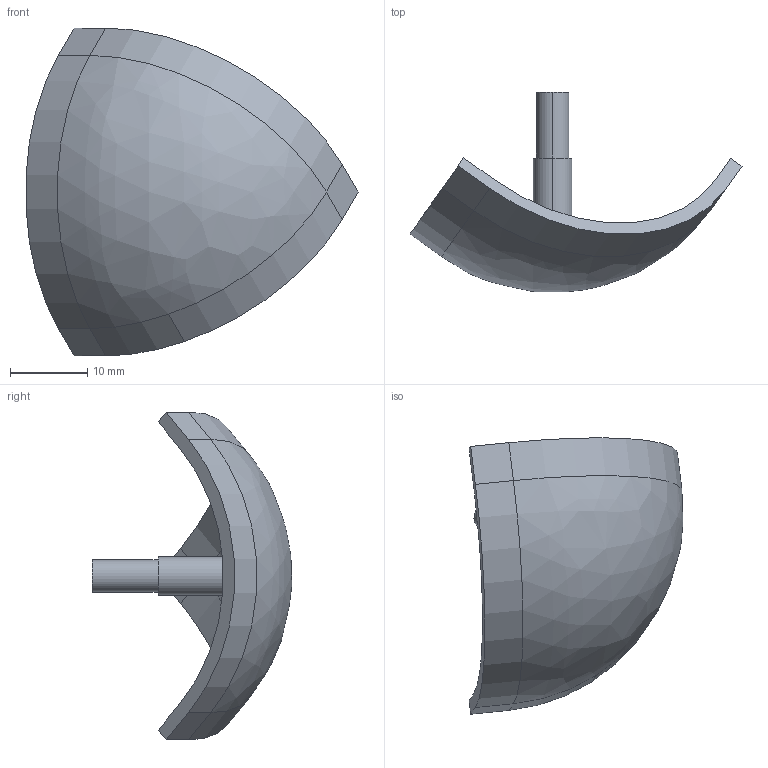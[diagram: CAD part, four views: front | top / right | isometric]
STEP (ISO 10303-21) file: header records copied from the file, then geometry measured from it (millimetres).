
FILE_DESCRIPTION (( 'STEP AP214' ), '1' );
FILE_NAME ('6128071', '2019-02-04T08:08:09', ( '' ), ('JUGARD+KÜNSTNER GmbH'), 'SwSTEP 2.0', 'SolidWorks 2017', '' );
FILE_SCHEMA (( 'AUTOMOTIVE_DESIGN' ));
Length unit declared in the file: millimetre
Products named in the file (1): 6128071_CNAJF00
Bounding box: 42.96 x 25.79 x 42.43 mm (x, y, z)
Volume: 3222.8 mm3; surface area: 3726.3 mm2
Topology: 1 solids, 1 shells, 25 faces, 57 edges, 36 vertices
Faces by surface type: cylinder 12, plane 11, bspline 2
Entity records: 763 total; most frequent: CARTESIAN_POINT 149, DIRECTION 129, ORIENTED_EDGE 114, EDGE_CURVE 57, AXIS2_PLACEMENT_3D 48, VERTEX_POINT 36, LINE 33, VECTOR 33
